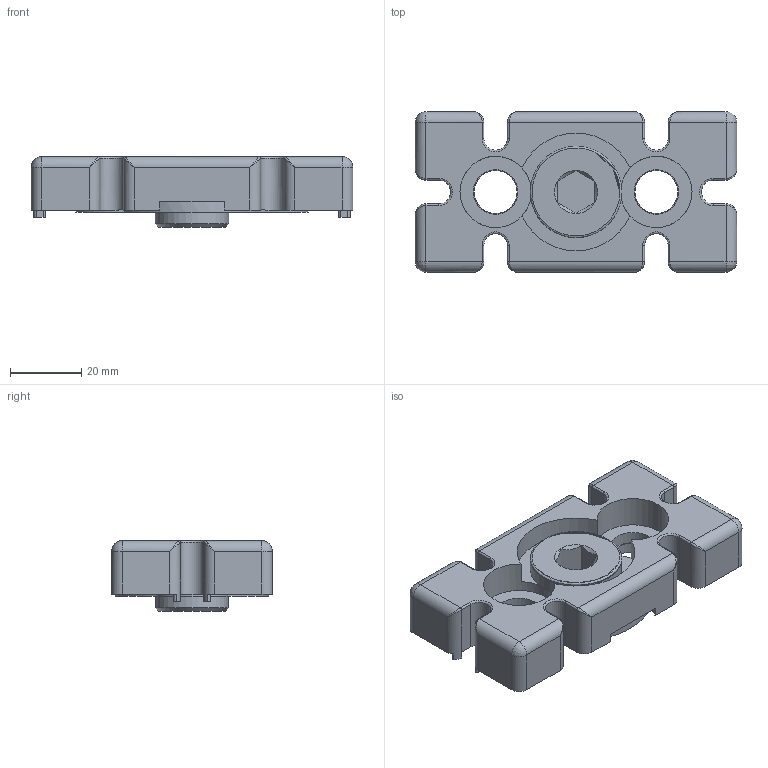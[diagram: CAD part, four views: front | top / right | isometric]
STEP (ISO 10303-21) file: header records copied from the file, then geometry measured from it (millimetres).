
FILE_DESCRIPTION(('STEP AP203'),'1');
FILE_NAME('BASE10B1337.stp','2023-10-16T12:56:52',(' '),(' '),'Spatial InterOp 3D',' ',' ');
FILE_SCHEMA(('CONFIG_CONTROL_DESIGN'));
Length unit declared in the file: millimetre
Products named in the file (3): Plaque de base 10 90x45 R12 + joint pneumatique; bouchon; plaque
Assembly tree (2 placements, depth 2):
  Plaque de base 10 90x45 R12 + joint pneumatique
    bouchon
    plaque
Bounding box: 90 x 45 x 19.8 mm (x, y, z)
Volume: 45486.4 mm3; surface area: 18349.8 mm2
Topology: 2 solids, 2 shells, 200 faces, 515 edges, 305 vertices
Faces by surface type: plane 82, cylinder 78, revolution 19, bspline 12, cone 9
Full cylindrical faces by diameter (mm): 12 x2, 12.5 x2, 20 x2, 20.5 x1, 20.96 x1, 21 x1, 25.6 x1
Entity records: 7312 total; most frequent: CARTESIAN_POINT 2457, ORIENTED_EDGE 932, DIRECTION 917, EDGE_CURVE 466, AXIS2_PLACEMENT_3D 326, VERTEX_POINT 292, LINE 246, VECTOR 246
